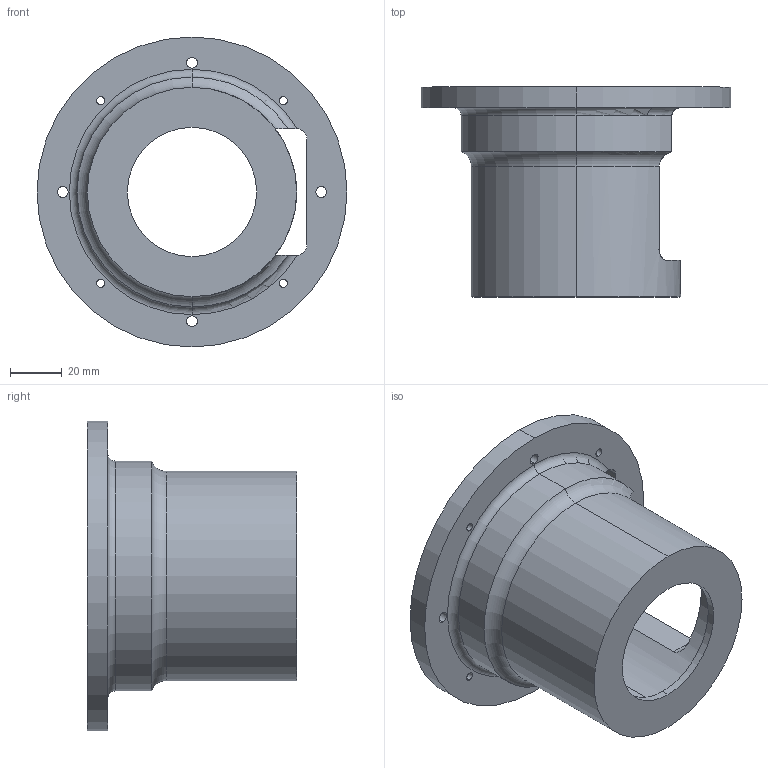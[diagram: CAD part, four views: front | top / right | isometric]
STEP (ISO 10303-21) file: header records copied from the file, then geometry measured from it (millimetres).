
FILE_DESCRIPTION (( 'STEP AP203' ), '1' );
FILE_NAME ('Cleaner_mount.STEP', '2024-09-11T13:15:16', ( '' ), ( '' ), 'SwSTEP 2.0', 'SolidWorks 2024', '' );
FILE_SCHEMA (( 'CONFIG_CONTROL_DESIGN' ));
Length unit declared in the file: millimetre
Products named in the file (1): Cleaner_mount
Bounding box: 120 x 81.25 x 120 mm (x, y, z)
Volume: 174436.5 mm3; surface area: 51679.9 mm2
Topology: 1 solids, 1 shells, 54 faces, 146 edges, 94 vertices
Faces by surface type: cylinder 34, torus 11, plane 9
Entity records: 1983 total; most frequent: CARTESIAN_POINT 451, DIRECTION 328, ORIENTED_EDGE 292, EDGE_CURVE 146, AXIS2_PLACEMENT_3D 139, VERTEX_POINT 94, CIRCLE 84, EDGE_LOOP 74
